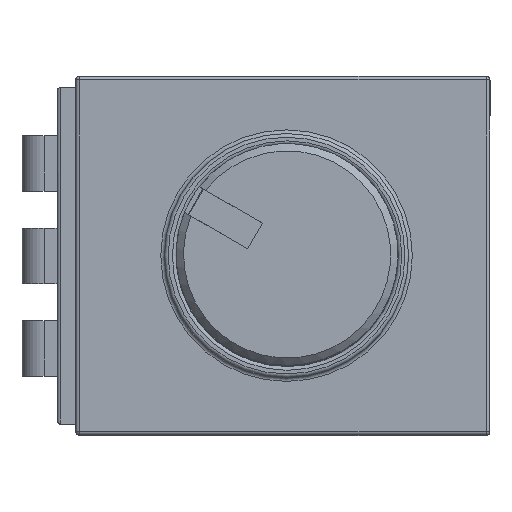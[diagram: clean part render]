
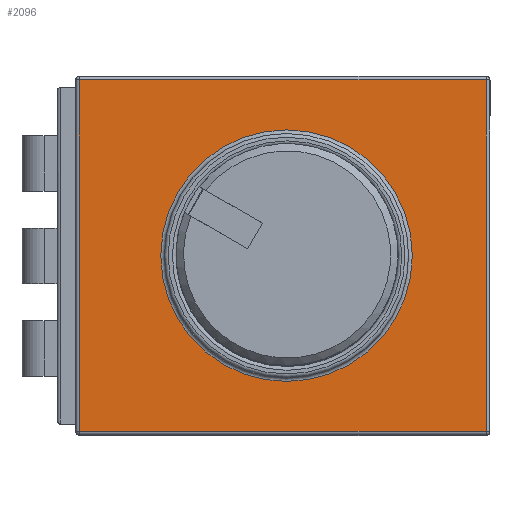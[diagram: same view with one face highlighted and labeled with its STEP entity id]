
A CAD part, top view. The second image highlights one B-rep face of the part: STEP entity #2096.
In plain terms, the highlighted planar face has unit normal (0, 0, 1).
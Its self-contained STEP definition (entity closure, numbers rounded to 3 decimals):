
#32=FACE_BOUND('',#290,.T.);
#69=PLANE('',#2262);
#164=FACE_OUTER_BOUND('',#289,.T.);
#289=EDGE_LOOP('',(#1506,#1507,#1508,#1509));
#290=EDGE_LOOP('',(#1510,#1511));
#417=CIRCLE('',#2260,3.4);
#418=CIRCLE('',#2261,3.4);
#488=LINE('',#3123,#713);
#489=LINE('',#3125,#714);
#490=LINE('',#3127,#715);
#491=LINE('',#3128,#716);
#713=VECTOR('',#2514,10.);
#714=VECTOR('',#2515,10.);
#715=VECTOR('',#2516,10.);
#716=VECTOR('',#2517,10.);
#944=VERTEX_POINT('',#3115);
#945=VERTEX_POINT('',#3117);
#946=VERTEX_POINT('',#3121);
#947=VERTEX_POINT('',#3122);
#948=VERTEX_POINT('',#3124);
#949=VERTEX_POINT('',#3126);
#1161=EDGE_CURVE('',#944,#945,#417,.T.);
#1162=EDGE_CURVE('',#945,#944,#418,.T.);
#1163=EDGE_CURVE('',#946,#947,#488,.T.);
#1164=EDGE_CURVE('',#948,#946,#489,.T.);
#1165=EDGE_CURVE('',#949,#948,#490,.T.);
#1166=EDGE_CURVE('',#947,#949,#491,.T.);
#1506=ORIENTED_EDGE('',*,*,#1163,.F.);
#1507=ORIENTED_EDGE('',*,*,#1164,.F.);
#1508=ORIENTED_EDGE('',*,*,#1165,.F.);
#1509=ORIENTED_EDGE('',*,*,#1166,.F.);
#1510=ORIENTED_EDGE('',*,*,#1162,.F.);
#1511=ORIENTED_EDGE('',*,*,#1161,.F.);
#2096=ADVANCED_FACE('',(#164,#32),#69,.T.);
#2260=AXIS2_PLACEMENT_3D('',#3118,#2508,#2509);
#2261=AXIS2_PLACEMENT_3D('',#3119,#2510,#2511);
#2262=AXIS2_PLACEMENT_3D('',#3120,#2512,#2513);
#2508=DIRECTION('center_axis',(0.,0.,1.));
#2509=DIRECTION('ref_axis',(0.,1.,0.));
#2510=DIRECTION('center_axis',(0.,0.,1.));
#2511=DIRECTION('ref_axis',(0.,1.,0.));
#2512=DIRECTION('center_axis',(0.,0.,1.));
#2513=DIRECTION('ref_axis',(0.,-1.,0.));
#2514=DIRECTION('',(1.,0.,0.));
#2515=DIRECTION('',(0.,1.,0.));
#2516=DIRECTION('',(-1.,0.,0.));
#2517=DIRECTION('',(0.,-1.,0.));
#3115=CARTESIAN_POINT('',(3.384,0.,6.8));
#3117=CARTESIAN_POINT('',(-0.016,-3.4,6.8));
#3118=CARTESIAN_POINT('Origin',(-0.016,0.,
6.8));
#3119=CARTESIAN_POINT('Origin',(-0.016,0.,
6.8));
#3120=CARTESIAN_POINT('Origin',(-0.116,0.,
6.8));
#3121=CARTESIAN_POINT('',(-5.616,4.75,6.8));
#3122=CARTESIAN_POINT('',(5.384,4.75,6.8));
#3123=CARTESIAN_POINT('',(2.684,4.75,6.8));
#3124=CARTESIAN_POINT('',(-5.616,-4.75,6.8));
#3125=CARTESIAN_POINT('',(-5.616,2.425,6.8));
#3126=CARTESIAN_POINT('',(5.384,-4.75,6.8));
#3127=CARTESIAN_POINT('',(-2.916,-4.75,6.8));
#3128=CARTESIAN_POINT('',(5.384,-2.425,6.8));
